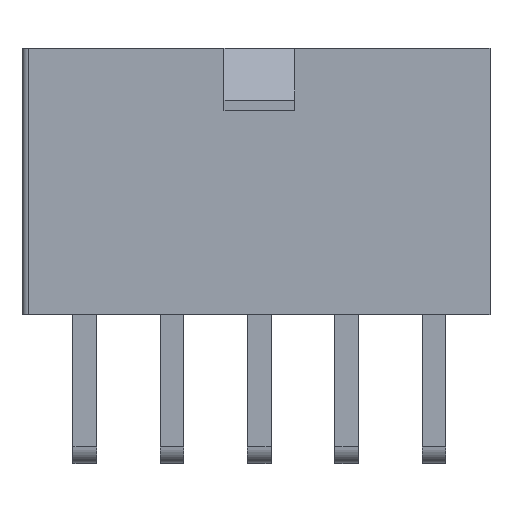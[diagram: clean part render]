
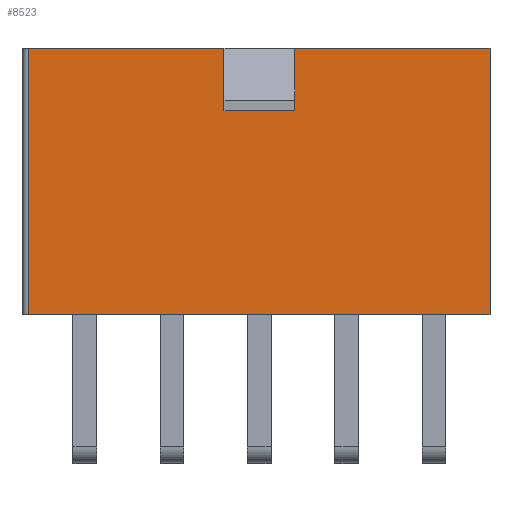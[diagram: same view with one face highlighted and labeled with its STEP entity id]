
A CAD part, top view. The second image highlights one B-rep face of the part: STEP entity #8523.
In plain terms, the highlighted planar face has unit normal (0, 0, 1).
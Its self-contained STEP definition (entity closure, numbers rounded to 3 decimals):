
#1293=ORIENTED_EDGE('',*,*,#2368,.T.);
#1294=ORIENTED_EDGE('',*,*,#2370,.T.);
#1295=ORIENTED_EDGE('',*,*,#2297,.F.);
#1296=ORIENTED_EDGE('',*,*,#2453,.T.);
#1297=ORIENTED_EDGE('',*,*,#2454,.T.);
#1298=ORIENTED_EDGE('',*,*,#2455,.F.);
#1299=ORIENTED_EDGE('',*,*,#2299,.F.);
#1300=ORIENTED_EDGE('',*,*,#2371,.F.);
#2297=EDGE_CURVE('',#2982,#2983,#3676,.T.);
#2299=EDGE_CURVE('',#2984,#2981,#3678,.T.);
#2368=EDGE_CURVE('',#3035,#3034,#3747,.T.);
#2370=EDGE_CURVE('',#3034,#2983,#3749,.T.);
#2371=EDGE_CURVE('',#3035,#2984,#3750,.T.);
#2453=EDGE_CURVE('',#2982,#3086,#3832,.T.);
#2454=EDGE_CURVE('',#3086,#3087,#3833,.T.);
#2455=EDGE_CURVE('',#2981,#3087,#3834,.T.);
#2981=VERTEX_POINT('',#11590);
#2982=VERTEX_POINT('',#11593);
#2983=VERTEX_POINT('',#11595);
#2984=VERTEX_POINT('',#11597);
#3034=VERTEX_POINT('',#11737);
#3035=VERTEX_POINT('',#11739);
#3086=VERTEX_POINT('',#11907);
#3087=VERTEX_POINT('',#11909);
#3676=LINE('',#11594,#4513);
#3678=LINE('',#11598,#4515);
#3747=LINE('',#11738,#4584);
#3749=LINE('',#11742,#4586);
#3750=LINE('',#11744,#4587);
#3832=LINE('',#11906,#4669);
#3833=LINE('',#11908,#4670);
#3834=LINE('',#11910,#4671);
#4513=VECTOR('',#9895,1000.);
#4515=VECTOR('',#9897,1000.);
#4584=VECTOR('',#10008,1000.);
#4586=VECTOR('',#10012,1000.);
#4587=VECTOR('',#10015,1000.);
#4669=VECTOR('',#10157,1000.);
#4670=VECTOR('',#10158,1000.);
#4671=VECTOR('',#10159,1000.);
#5125=EDGE_LOOP('',(#1293,#1294,#1295,#1296,#1297,#1298,#1299,#1300));
#5514=FACE_BOUND('',#5125,.T.);
#5849=PLANE('',#8886);
#8523=ADVANCED_FACE('',(#5514),#5849,.T.);
#8886=AXIS2_PLACEMENT_3D('',#11905,#10155,#10156);
#9895=DIRECTION('',(-1.,0.,0.));
#9897=DIRECTION('',(-1.,0.,0.));
#10008=DIRECTION('',(1.,0.,0.));
#10012=DIRECTION('',(0.,-1.,0.));
#10015=DIRECTION('',(0.,-1.,0.));
#10155=DIRECTION('',(0.,0.,1.));
#10156=DIRECTION('',(1.,0.,0.));
#10157=DIRECTION('',(0.,1.,0.));
#10158=DIRECTION('',(-1.,0.,0.));
#10159=DIRECTION('',(0.,1.,0.));
#11590=CARTESIAN_POINT('',(-11.1,-6.4,4.8));
#11593=CARTESIAN_POINT('',(11.1,-6.4,4.8));
#11594=CARTESIAN_POINT('',(11.1,-6.4,4.8));
#11595=CARTESIAN_POINT('',(1.7,-6.4,4.8));
#11597=CARTESIAN_POINT('',(-1.7,-6.4,4.8));
#11598=CARTESIAN_POINT('',(11.1,-6.4,4.8));
#11737=CARTESIAN_POINT('',(1.7,-3.4,4.8));
#11738=CARTESIAN_POINT('',(-1.7,-3.4,4.8));
#11739=CARTESIAN_POINT('',(-1.7,-3.4,4.8));
#11742=CARTESIAN_POINT('',(1.7,-3.4,4.8));
#11744=CARTESIAN_POINT('',(-1.7,-3.4,4.8));
#11905=CARTESIAN_POINT('',(11.1,-6.4,4.8));
#11906=CARTESIAN_POINT('',(11.1,-6.4,4.8));
#11907=CARTESIAN_POINT('',(11.1,6.4,4.8));
#11908=CARTESIAN_POINT('',(11.1,6.4,4.8));
#11909=CARTESIAN_POINT('',(-11.1,6.4,4.8));
#11910=CARTESIAN_POINT('',(-11.1,-6.4,4.8));
